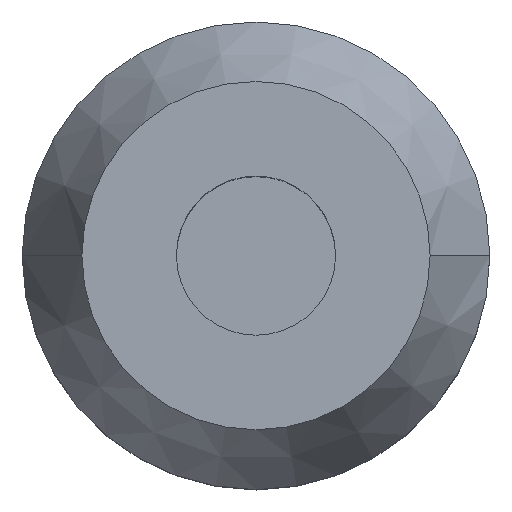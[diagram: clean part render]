
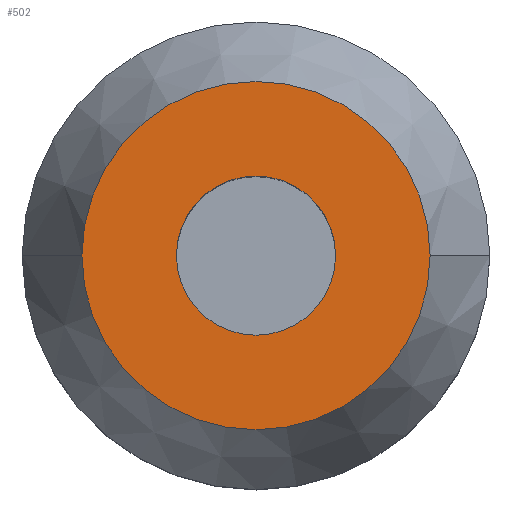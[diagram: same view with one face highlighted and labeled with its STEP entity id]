
A CAD part, top view. The second image highlights one B-rep face of the part: STEP entity #502.
In plain terms, the highlighted planar face has unit normal (0, 0, 1).
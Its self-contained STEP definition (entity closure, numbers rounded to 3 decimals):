
#82 = ORIENTED_EDGE ( 'NONE', *, *, #3052, .F. ) ;
#155 = CARTESIAN_POINT ( 'NONE',  ( 17.5, 0., 55. ) ) ;
#255 = DIRECTION ( 'NONE',  ( 0., 0., 1. ) ) ;
#293 = ORIENTED_EDGE ( 'NONE', *, *, #736, .T. ) ;
#502 = ADVANCED_FACE ( 'NONE', ( #4059, #3945 ), #3013, .T. ) ;
#520 = DIRECTION ( 'NONE',  ( -1., 0., 0. ) ) ;
#546 = ORIENTED_EDGE ( 'NONE', *, *, #3086, .T. ) ;
#564 = CARTESIAN_POINT ( 'NONE',  ( 0., 0., 55. ) ) ;
#736 = EDGE_CURVE ( 'NONE', #3764, #2645, #1950, .T. ) ;
#746 = DIRECTION ( 'NONE',  ( 0., 0., -1. ) ) ;
#816 = VERTEX_POINT ( 'NONE', #3228 ) ;
#943 = EDGE_LOOP ( 'NONE', ( #293, #546 ) ) ;
#1131 = ORIENTED_EDGE ( 'NONE', *, *, #1251, .F. ) ;
#1178 = CARTESIAN_POINT ( 'NONE',  ( 0., 0., 55. ) ) ;
#1251 = EDGE_CURVE ( 'NONE', #816, #3462, #2892, .T. ) ;
#1560 = AXIS2_PLACEMENT_3D ( 'NONE', #1729, #746, #2091 ) ;
#1729 = CARTESIAN_POINT ( 'NONE',  ( 0., 0., 55. ) ) ;
#1929 = DIRECTION ( 'NONE',  ( 1., 0., 0. ) ) ;
#1950 = CIRCLE ( 'NONE', #1560, 8. ) ;
#2040 = EDGE_LOOP ( 'NONE', ( #1131, #82 ) ) ;
#2091 = DIRECTION ( 'NONE',  ( -1., 0., 0. ) ) ;
#2378 = AXIS2_PLACEMENT_3D ( 'NONE', #2670, #255, #1929 ) ;
#2553 = DIRECTION ( 'NONE',  ( 0., 0., -1. ) ) ;
#2645 = VERTEX_POINT ( 'NONE', #3787 ) ;
#2670 = CARTESIAN_POINT ( 'NONE',  ( 0., 17.5, 55. ) ) ;
#2892 = CIRCLE ( 'NONE', #4071, 17.5 ) ;
#2993 = DIRECTION ( 'NONE',  ( 0., 0., -1. ) ) ;
#3013 = PLANE ( 'NONE',  #2378 ) ;
#3025 = CARTESIAN_POINT ( 'NONE',  ( -8., 0., 55. ) ) ;
#3052 = EDGE_CURVE ( 'NONE', #3462, #816, #3338, .T. ) ;
#3086 = EDGE_CURVE ( 'NONE', #2645, #3764, #3915, .T. ) ;
#3228 = CARTESIAN_POINT ( 'NONE',  ( -17.5, 0., 55. ) ) ;
#3284 = AXIS2_PLACEMENT_3D ( 'NONE', #3942, #3609, #520 ) ;
#3338 = CIRCLE ( 'NONE', #3795, 17.5 ) ;
#3462 = VERTEX_POINT ( 'NONE', #155 ) ;
#3609 = DIRECTION ( 'NONE',  ( 0., 0., -1. ) ) ;
#3764 = VERTEX_POINT ( 'NONE', #3025 ) ;
#3787 = CARTESIAN_POINT ( 'NONE',  ( 8., 0., 55. ) ) ;
#3795 = AXIS2_PLACEMENT_3D ( 'NONE', #1178, #2553, #4271 ) ;
#3915 = CIRCLE ( 'NONE', #3284, 8. ) ;
#3942 = CARTESIAN_POINT ( 'NONE',  ( 0., 0., 55. ) ) ;
#3945 = FACE_OUTER_BOUND ( 'NONE', #2040, .T. ) ;
#4059 = FACE_BOUND ( 'NONE', #943, .T. ) ;
#4071 = AXIS2_PLACEMENT_3D ( 'NONE', #564, #2993, #4379 ) ;
#4271 = DIRECTION ( 'NONE',  ( -1., 0., 0. ) ) ;
#4379 = DIRECTION ( 'NONE',  ( -1., 0., 0. ) ) ;
